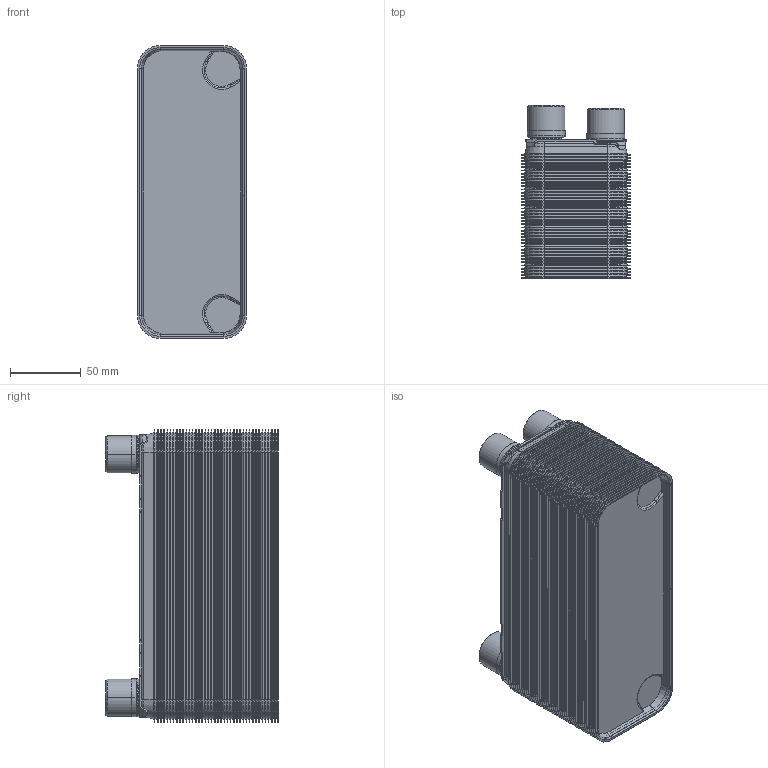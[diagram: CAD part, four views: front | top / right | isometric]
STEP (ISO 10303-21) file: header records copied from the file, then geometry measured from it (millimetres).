
FILE_DESCRIPTION((''),'2;1');
FILE_NAME('AN14_40H_3287050664_ASM','2012-06-06T',('CNSHLGO'),(''),'PRO/ENGINEER BY PARAMETRIC TECHNOLOGY CORPORATION, 2007390','PRO/ENGINEER BY PARAMETRIC TECHNOLOGY CORPORATION, 2007390','');
FILE_SCHEMA(('CONFIG_CONTROL_DESIGN'));
Products named in the file (5): CB14_40H; CB14_FP_S1S2S3S4_18; CB14_PP; A21_ISO_228-1_; AN14_40H_3287050664_ASM
Assembly tree (7 placements, depth 2):
  AN14_40H_3287050664_ASM
    CB14_40H
    CB14_FP_S1S2S3S4_18
    CB14_PP
    A21_ISO_228-1_  x4
Bounding box: 76.95 x 122 x 206.95 mm (x, y, z)
Volume: 152447.9 mm3; surface area: 616371.2 mm2
Topology: 46 solids, 50 shells, 3181 faces, 7783 edges, 4794 vertices
Faces by surface type: cylinder 1241, plane 916, torus 672, cone 352
Entity records: 91591 total; most frequent: DIRECTION 17257, CARTESIAN_POINT 15750, ORIENTED_EDGE 15178, EDGE_CURVE 7591, AXIS2_PLACEMENT_3D 6618, VERTEX_POINT 4674, VECTOR 4021, LINE 4021
